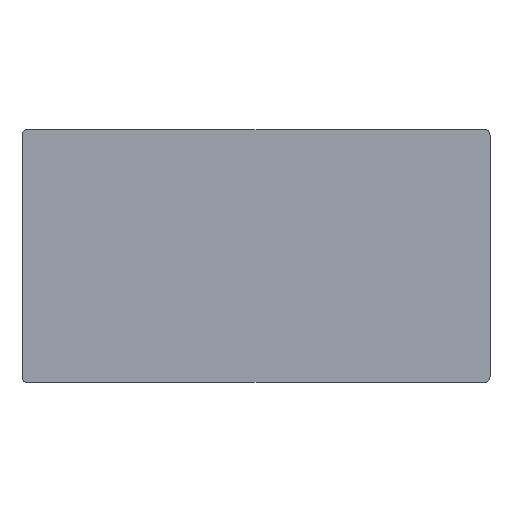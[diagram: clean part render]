
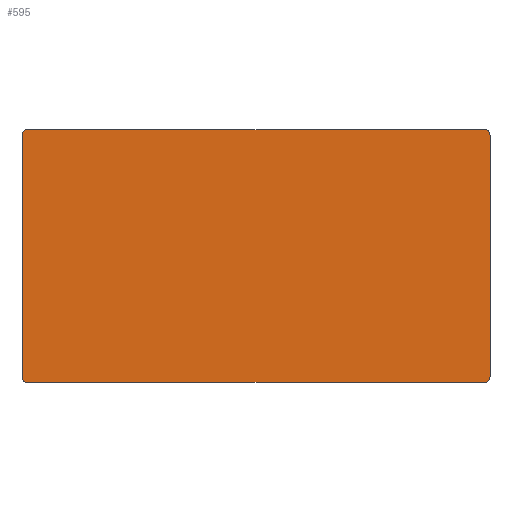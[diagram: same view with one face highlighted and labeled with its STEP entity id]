
A CAD part, top view. The second image highlights one B-rep face of the part: STEP entity #595.
In plain terms, the highlighted planar face has unit normal (0, 0, 1).
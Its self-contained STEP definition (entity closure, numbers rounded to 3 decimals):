
#88=ELLIPSE('',#655,4.044,4.);
#89=ELLIPSE('',#656,4.044,4.);
#90=ELLIPSE('',#657,4.044,4.);
#91=ELLIPSE('',#658,4.044,4.);
#128=ORIENTED_EDGE('',*,*,#304,.T.);
#129=ORIENTED_EDGE('',*,*,#305,.T.);
#130=ORIENTED_EDGE('',*,*,#276,.T.);
#131=ORIENTED_EDGE('',*,*,#306,.T.);
#132=ORIENTED_EDGE('',*,*,#307,.F.);
#133=ORIENTED_EDGE('',*,*,#308,.T.);
#134=ORIENTED_EDGE('',*,*,#286,.T.);
#135=ORIENTED_EDGE('',*,*,#309,.T.);
#276=EDGE_CURVE('',#364,#365,#412,.T.);
#286=EDGE_CURVE('',#374,#375,#420,.T.);
#304=EDGE_CURVE('',#392,#393,#436,.T.);
#305=EDGE_CURVE('',#393,#364,#88,.T.);
#306=EDGE_CURVE('',#365,#394,#89,.T.);
#307=EDGE_CURVE('',#395,#394,#437,.T.);
#308=EDGE_CURVE('',#395,#374,#90,.T.);
#309=EDGE_CURVE('',#375,#392,#91,.T.);
#364=VERTEX_POINT('',#949);
#365=VERTEX_POINT('',#950);
#374=VERTEX_POINT('',#970);
#375=VERTEX_POINT('',#971);
#392=VERTEX_POINT('',#1009);
#393=VERTEX_POINT('',#1010);
#394=VERTEX_POINT('',#1013);
#395=VERTEX_POINT('',#1015);
#412=LINE('',#948,#456);
#420=LINE('',#969,#464);
#436=LINE('',#1008,#480);
#437=LINE('',#1014,#481);
#456=VECTOR('',#737,1000.);
#464=VECTOR('',#751,1000.);
#480=VECTOR('',#777,1000.);
#481=VECTOR('',#782,1000.);
#501=EDGE_LOOP('',(#128,#129,#130,#131,#132,#133,#134,#135));
#543=FACE_BOUND('',#501,.T.);
#585=PLANE('',#654);
#595=ADVANCED_FACE('',(#543),#585,.T.);
#654=AXIS2_PLACEMENT_3D('',#1007,#775,#776);
#655=AXIS2_PLACEMENT_3D('',#1011,#778,#779);
#656=AXIS2_PLACEMENT_3D('',#1012,#780,#781);
#657=AXIS2_PLACEMENT_3D('',#1016,#783,#784);
#658=AXIS2_PLACEMENT_3D('',#1017,#785,#786);
#737=DIRECTION('',(0.,1.,0.));
#751=DIRECTION('',(0.,-1.,0.));
#775=DIRECTION('',(0.,0.,1.));
#776=DIRECTION('',(1.,0.,0.));
#777=DIRECTION('',(1.,0.,0.));
#778=DIRECTION('',(0.,0.,1.));
#779=DIRECTION('',(-0.707,0.707,0.));
#780=DIRECTION('',(0.,0.,1.));
#781=DIRECTION('',(0.707,0.707,0.));
#782=DIRECTION('',(1.,0.,0.));
#783=DIRECTION('',(0.,0.,1.));
#784=DIRECTION('',(0.707,-0.707,0.));
#785=DIRECTION('',(0.,0.,1.));
#786=DIRECTION('',(0.707,0.707,0.));
#948=CARTESIAN_POINT('',(168.5,-91.,0.));
#949=CARTESIAN_POINT('',(168.5,-87.022,0.));
#950=CARTESIAN_POINT('',(168.5,87.022,0.));
#969=CARTESIAN_POINT('',(-168.5,91.,0.));
#970=CARTESIAN_POINT('',(-168.5,87.022,0.));
#971=CARTESIAN_POINT('',(-168.5,-87.022,0.));
#1007=CARTESIAN_POINT('',(0.,0.,0.));
#1008=CARTESIAN_POINT('',(-168.5,-91.,0.));
#1009=CARTESIAN_POINT('',(-164.522,-91.,0.));
#1010=CARTESIAN_POINT('',(164.522,-91.,0.));
#1011=CARTESIAN_POINT('',(164.478,-86.978,0.));
#1012=CARTESIAN_POINT('',(164.478,86.978,0.));
#1013=CARTESIAN_POINT('',(164.522,91.,0.));
#1014=CARTESIAN_POINT('',(-200.092,91.,0.));
#1015=CARTESIAN_POINT('',(-164.522,91.,0.));
#1016=CARTESIAN_POINT('',(-164.478,86.978,0.));
#1017=CARTESIAN_POINT('',(-164.478,-86.978,0.));
